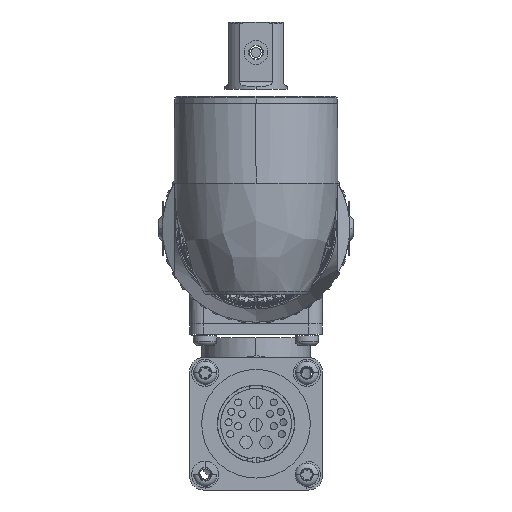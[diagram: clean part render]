
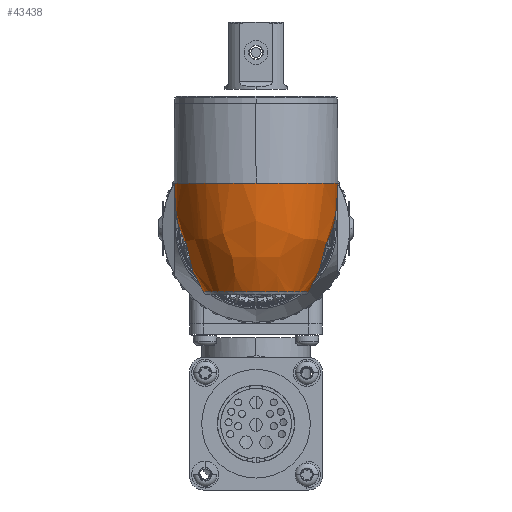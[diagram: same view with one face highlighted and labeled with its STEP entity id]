
A CAD part, left-side view. The second image highlights one B-rep face of the part: STEP entity #43438.
In plain terms, the highlighted free-form (B-spline) face has degree [3, 3] with [7, 4] control points.
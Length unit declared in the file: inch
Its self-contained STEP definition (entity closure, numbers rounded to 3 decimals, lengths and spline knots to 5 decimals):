
#35221=CARTESIAN_POINT('',(-11.2325,0.005,0.416));
#35222=DIRECTION('',(0.,0.,-1.));
#35223=DIRECTION('',(-1.,0.,0.));
#35224=AXIS2_PLACEMENT_3D('',#35221,#35222,#35223);
#35269=CARTESIAN_POINT('',(-11.2325,0.005,0.416));
#35270=DIRECTION('',(0.,0.,1.));
#35271=DIRECTION('',(-1.,0.,0.));
#35272=AXIS2_PLACEMENT_3D('',#35269,#35270,#35271);
#35479=CARTESIAN_POINT('',(-10.73582,-0.56196,
0.416));
#35480=CARTESIAN_POINT('',(-10.75906,-0.58232,
0.38051));
#35481=CARTESIAN_POINT('',(-10.80438,-0.6145,
0.31077));
#35482=CARTESIAN_POINT('',(-10.86515,-0.64327,
0.21477));
#35483=CARTESIAN_POINT('',(-10.91888,-0.65839,
0.126));
#35484=CARTESIAN_POINT('',(-10.96493,-0.66314,
0.04389));
#35485=CARTESIAN_POINT('',(-11.00239,-0.65979,
-0.0325));
#35486=CARTESIAN_POINT('',(-11.02965,-0.64997,
-0.1033));
#35487=CARTESIAN_POINT('',(-11.04561,-0.63435,
-0.1709));
#35488=CARTESIAN_POINT('',(-11.04871,-0.61374,
-0.23428));
#35489=CARTESIAN_POINT('',(-11.0411,-0.58963,
-0.29193));
#35490=CARTESIAN_POINT('',(-11.02557,-0.56123,
-0.34745));
#35491=CARTESIAN_POINT('',(-11.00271,-0.52581,
-0.40474));
#35492=CARTESIAN_POINT('',(-10.97371,-0.48142,
-0.46388));
#35493=CARTESIAN_POINT('',(-10.94045,-0.42627,
-0.52393));
#35494=CARTESIAN_POINT('',(-10.91631,-0.37945,
-0.56447));
#35495=CARTESIAN_POINT('',(-10.90447,-0.35333,
-0.584));
#35520=CARTESIAN_POINT('',(-11.2325,0.005,-0.584));
#35521=DIRECTION('',(0.,0.,-1.));
#35522=DIRECTION('',(0.675,-0.738,0.));
#35523=AXIS2_PLACEMENT_3D('',#35520,#35521,#35522);
#35525=CARTESIAN_POINT('',(-10.90447,0.36333,
-0.584));
#35526=CARTESIAN_POINT('',(-10.91625,0.38931,
-0.56458));
#35527=CARTESIAN_POINT('',(-10.94025,0.43591,
-0.52426));
#35528=CARTESIAN_POINT('',(-10.97335,0.49085,
-0.46455));
#35529=CARTESIAN_POINT('',(-11.00225,0.53512,
-0.40573));
#35530=CARTESIAN_POINT('',(-11.02511,0.57049,
-0.34875));
#35531=CARTESIAN_POINT('',(-11.04072,0.59884,
-0.29361));
#35532=CARTESIAN_POINT('',(-11.04858,0.6229,
-0.23649));
#35533=CARTESIAN_POINT('',(-11.04597,0.64367,
-0.17338));
#35534=CARTESIAN_POINT('',(-11.03039,0.65956,
-0.10557));
#35535=CARTESIAN_POINT('',(-11.00325,0.66963,
-0.03439));
#35536=CARTESIAN_POINT('',(-10.96577,0.67316,
0.04232));
#35537=CARTESIAN_POINT('',(-10.91962,0.66855,
0.12475));
#35538=CARTESIAN_POINT('',(-10.86568,0.65349,
0.21393));
#35539=CARTESIAN_POINT('',(-10.80466,0.62469,
0.31034));
#35540=CARTESIAN_POINT('',(-10.75915,0.5924,
0.38037));
#35541=CARTESIAN_POINT('',(-10.73582,0.57196,
0.416));
#35715=VERTEX_POINT('',#35525);
#35716=VERTEX_POINT('',#35541);
#35719=VERTEX_POINT('',#35479);
#35720=VERTEX_POINT('',#35495);
#35723=CARTESIAN_POINT('',(-11.98625,0.005,0.416));
#35724=VERTEX_POINT('',#35723);
#43401=CARTESIAN_POINT('',(-10.67445,-0.50152,
0.43694));
#43402=CARTESIAN_POINT('',(-10.6716,-0.5041,
0.06938));
#43403=CARTESIAN_POINT('',(-10.74205,-0.44016,
-0.28569));
#43404=CARTESIAN_POINT('',(-10.88061,-0.3144,
-0.60208));
#43405=CARTESIAN_POINT('',(-11.22374,-1.10668,
0.43694));
#43406=CARTESIAN_POINT('',(-11.22369,-1.11236,
0.06938));
#43407=CARTESIAN_POINT('',(-11.2248,-0.97202,
-0.28569));
#43408=CARTESIAN_POINT('',(-11.22697,-0.69601,
-0.60208));
#43409=CARTESIAN_POINT('',(-11.98614,-0.81227,
0.43694));
#43410=CARTESIAN_POINT('',(-11.98999,-0.81645,
0.06938));
#43411=CARTESIAN_POINT('',(-11.89485,-0.71328,
-0.28569));
#43412=CARTESIAN_POINT('',(-11.70773,-0.51036,
-0.60208));
#43413=CARTESIAN_POINT('',(-11.98614,0.005,
0.43694));
#43414=CARTESIAN_POINT('',(-11.98999,0.005,
0.06938));
#43415=CARTESIAN_POINT('',(-11.89485,0.005,
-0.28569));
#43416=CARTESIAN_POINT('',(-11.70773,0.005,
-0.60208));
#43417=CARTESIAN_POINT('',(-11.98614,0.82227,
0.43694));
#43418=CARTESIAN_POINT('',(-11.98999,0.82645,
0.06938));
#43419=CARTESIAN_POINT('',(-11.89485,0.72328,
-0.28569));
#43420=CARTESIAN_POINT('',(-11.70773,0.52036,
-0.60208));
#43421=CARTESIAN_POINT('',(-11.22374,1.11668,
0.43694));
#43422=CARTESIAN_POINT('',(-11.22369,1.12236,
0.06938));
#43423=CARTESIAN_POINT('',(-11.2248,0.98202,
-0.28569));
#43424=CARTESIAN_POINT('',(-11.22697,0.70601,
-0.60208));
#43425=CARTESIAN_POINT('',(-10.67445,0.51152,
0.43694));
#43426=CARTESIAN_POINT('',(-10.6716,0.5141,
0.06938));
#43427=CARTESIAN_POINT('',(-10.74205,0.45016,
-0.28569));
#43428=CARTESIAN_POINT('',(-10.88061,0.3244,
-0.60208));
#43429=(BOUNDED_SURFACE()B_SPLINE_SURFACE(3,3,((#43401,#43402,#43403,#43404),(
#43405,#43406,#43407,#43408),(#43409,#43410,#43411,#43412),(#43413,#43414,
#43415,#43416),(#43417,#43418,#43419,#43420),(#43421,#43422,#43423,#43424),(
#43425,#43426,#43427,#43428)),.UNSPECIFIED.,.F.,.F.,.F.)B_SPLINE_SURFACE_WITH_KNOTS((4,3,4),(4,4),(0.,1.,2.),(0.,1.),.UNSPECIFIED.)GEOMETRIC_REPRESENTATION_ITEM()RATIONAL_B_SPLINE_SURFACE(((1.498,1.461,
1.461,1.498),(0.859,0.838,
0.838,0.859),(0.859,0.838,
0.838,0.859),(1.498,1.461,
1.461,1.498),(0.859,0.838,
0.838,0.859),(0.859,0.838,
0.838,0.859),(1.498,1.461,
1.461,1.498)))REPRESENTATION_ITEM('')SURFACE());
#43431=ORIENTED_EDGE('',*,*,#43430,.T.);
#43432=ORIENTED_EDGE('',*,*,#43011,.F.);
#43433=ORIENTED_EDGE('',*,*,#43057,.T.);
#43434=ORIENTED_EDGE('',*,*,#43392,.T.);
#43435=ORIENTED_EDGE('',*,*,#37391,.T.);
#43436=EDGE_LOOP('',(#43431,#43432,#43433,#43434,#43435));
#43437=FACE_OUTER_BOUND('',#43436,.F.);
#43438=ADVANCED_FACE('',(#43437),#43429,.T.);
#35225=CIRCLE('',#35224,0.75375);
#35273=CIRCLE('',#35272,0.75375);
#35496=B_SPLINE_CURVE_WITH_KNOTS('',3,(#35479,#35480,#35481,#35482,#35483,
#35484,#35485,#35486,#35487,#35488,#35489,#35490,#35491,#35492,#35493,#35494,
#35495),.UNSPECIFIED.,.F.,.F.,(4,1,1,1,1,1,1,1,1,1,1,1,1,1,4),(0.,
0.07143,0.14286,0.21429,0.28571,
0.35714,0.42857,0.5,0.57143,0.64286,
0.71429,0.78571,0.85714,0.92857,1.),
.UNSPECIFIED.);
#35524=CIRCLE('',#35523,0.4858);
#35542=B_SPLINE_CURVE_WITH_KNOTS('',3,(#35525,#35526,#35527,#35528,#35529,
#35530,#35531,#35532,#35533,#35534,#35535,#35536,#35537,#35538,#35539,#35540,
#35541),.UNSPECIFIED.,.F.,.F.,(4,1,1,1,1,1,1,1,1,1,1,1,1,1,4),(0.,
0.07143,0.14286,0.21429,0.28571,
0.35714,0.42857,0.5,0.57143,0.64286,
0.71429,0.78571,0.85714,0.92857,1.),
.UNSPECIFIED.);
#37391=EDGE_CURVE('',#35720,#35715,#35524,.T.);
#43011=EDGE_CURVE('',#35724,#35716,#35225,.T.);
#43057=EDGE_CURVE('',#35724,#35719,#35273,.T.);
#43392=EDGE_CURVE('',#35719,#35720,#35496,.T.);
#43430=EDGE_CURVE('',#35715,#35716,#35542,.T.);
